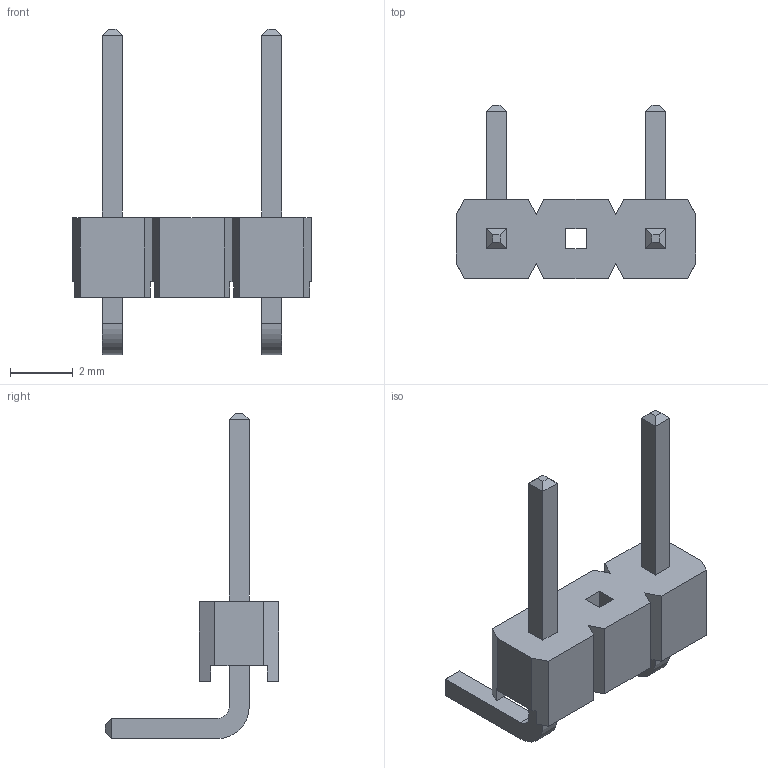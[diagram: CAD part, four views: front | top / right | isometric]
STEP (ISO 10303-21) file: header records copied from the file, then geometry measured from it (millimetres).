
FILE_DESCRIPTION (( 'STEP AP203' ), '1' );
FILE_NAME ('2-Pin-5_08mm.STEP', '2014-06-02T09:23:05', ( 'Sebastians' ), ( '' ), 'SwSTEP 2.0', 'SolidWorks 2014', '' );
FILE_SCHEMA (( 'CONFIG_CONTROL_DESIGN' ));
Length unit declared in the file: millimetre
Products named in the file (3): 6130xx11021_PIN; 61300311021; 2-Pin-5_08mm
Assembly tree (3 placements, depth 2):
  2-Pin-5_08mm
    6130xx11021_PIN  x2
    61300311021
Bounding box: 7.62 x 5.54 x 10.36 mm (x, y, z)
Volume: 49.2 mm3; surface area: 183.1 mm2
Topology: 3 solids, 3 shells, 82 faces, 212 edges, 136 vertices
Faces by surface type: plane 78, cylinder 4
Entity records: 2305 total; most frequent: CARTESIAN_POINT 354, ORIENTED_EDGE 344, DIRECTION 316, EDGE_CURVE 172, LINE 168, VECTOR 168, VERTEX_POINT 112, AXIS2_PLACEMENT_3D 74
